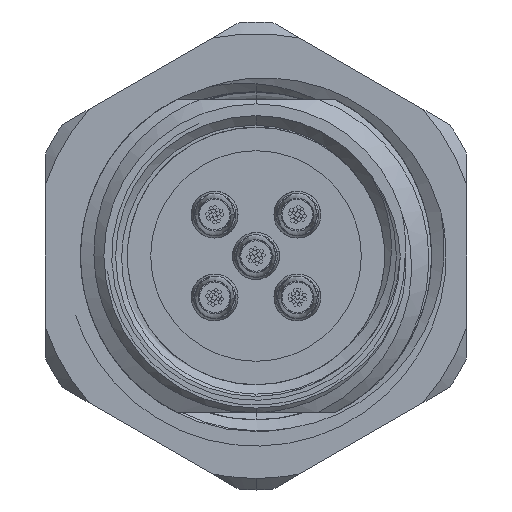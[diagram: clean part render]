
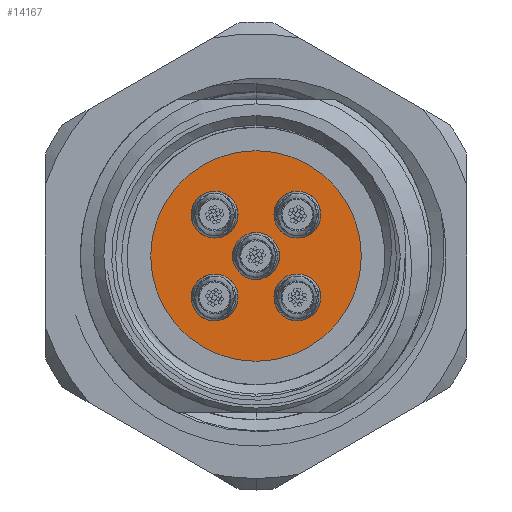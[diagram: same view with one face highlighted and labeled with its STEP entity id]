
A CAD part, left-side view. The second image highlights one B-rep face of the part: STEP entity #14167.
In plain terms, the highlighted face is planar.
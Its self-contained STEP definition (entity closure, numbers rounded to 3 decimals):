
#233 = DIRECTION ( 'NONE',  ( -1., 0., 0. ) ) ;
#392 = CARTESIAN_POINT ( 'NONE',  ( 9.5, 0., 0. ) ) ;
#805 = EDGE_CURVE ( 'NONE', #9820, #5331, #1011, .T. ) ;
#914 = DIRECTION ( 'NONE',  ( 0., 0., -1. ) ) ;
#1011 = CIRCLE ( 'NONE', #12258, 0.75 ) ;
#1090 = EDGE_LOOP ( 'NONE', ( #12587, #14070 ) ) ;
#1592 = DIRECTION ( 'NONE',  ( 0., 0., -1. ) ) ;
#1741 = DIRECTION ( 'NONE',  ( 0., 0., 1. ) ) ;
#1764 = DIRECTION ( 'NONE',  ( -1., 0., 0. ) ) ;
#1805 = AXIS2_PLACEMENT_3D ( 'NONE', #18424, #233, #9172 ) ;
#1851 = CIRCLE ( 'NONE', #4230, 0.75 ) ;
#2176 = CARTESIAN_POINT ( 'NONE',  ( 9.5, 0., 0. ) ) ;
#2565 = VERTEX_POINT ( 'NONE', #7210 ) ;
#3675 = CARTESIAN_POINT ( 'NONE',  ( 9.5, 1.768, 1.018 ) ) ;
#3680 = DIRECTION ( 'NONE',  ( 0., 0., -1. ) ) ;
#3833 = CARTESIAN_POINT ( 'NONE',  ( 9.5, 4.5, 0. ) ) ;
#3895 = EDGE_LOOP ( 'NONE', ( #28988, #24958 ) ) ;
#3906 = ORIENTED_EDGE ( 'NONE', *, *, #17914, .F. ) ;
#4050 = DIRECTION ( 'NONE',  ( 0., 0., -1. ) ) ;
#4099 = DIRECTION ( 'NONE',  ( -1., 0., 0. ) ) ;
#4202 = VERTEX_POINT ( 'NONE', #11403 ) ;
#4230 = AXIS2_PLACEMENT_3D ( 'NONE', #20918, #9784, #18724 ) ;
#5331 = VERTEX_POINT ( 'NONE', #7243 ) ;
#5336 = CARTESIAN_POINT ( 'NONE',  ( 9.5, -1.768, 1.768 ) ) ;
#5757 = FACE_BOUND ( 'NONE', #17117, .T. ) ;
#6019 = DIRECTION ( 'NONE',  ( 1., 0., 0. ) ) ;
#6134 = AXIS2_PLACEMENT_3D ( 'NONE', #8786, #6019, #13050 ) ;
#6230 = EDGE_CURVE ( 'NONE', #10084, #12948, #24204, .T. ) ;
#6247 = CARTESIAN_POINT ( 'NONE',  ( 9.5, 1.768, -1.768 ) ) ;
#6463 = AXIS2_PLACEMENT_3D ( 'NONE', #3833, #1764, #10155 ) ;
#6557 = DIRECTION ( 'NONE',  ( 1., 0., 0. ) ) ;
#7079 = CIRCLE ( 'NONE', #6134, 0.75 ) ;
#7210 = CARTESIAN_POINT ( 'NONE',  ( 9.5, 0., 0.75 ) ) ;
#7243 = CARTESIAN_POINT ( 'NONE',  ( 9.5, -1.768, -2.518 ) ) ;
#8083 = CARTESIAN_POINT ( 'NONE',  ( 9.5, 0., -0.75 ) ) ;
#8724 = ORIENTED_EDGE ( 'NONE', *, *, #14572, .F. ) ;
#8786 = CARTESIAN_POINT ( 'NONE',  ( 9.5, 1.768, -1.768 ) ) ;
#8942 = VERTEX_POINT ( 'NONE', #8083 ) ;
#9172 = DIRECTION ( 'NONE',  ( 0., 0., 1. ) ) ;
#9592 = ORIENTED_EDGE ( 'NONE', *, *, #13318, .F. ) ;
#9600 = CARTESIAN_POINT ( 'NONE',  ( 9.5, -1.768, -1.018 ) ) ;
#9784 = DIRECTION ( 'NONE',  ( 1., 0., 0. ) ) ;
#9820 = VERTEX_POINT ( 'NONE', #9600 ) ;
#9944 = VERTEX_POINT ( 'NONE', #19272 ) ;
#10084 = VERTEX_POINT ( 'NONE', #12458 ) ;
#10141 = CARTESIAN_POINT ( 'NONE',  ( 9.5, -1.768, 1.768 ) ) ;
#10155 = DIRECTION ( 'NONE',  ( 0., 0., 1. ) ) ;
#10439 = FACE_OUTER_BOUND ( 'NONE', #10445, .T. ) ;
#10445 = EDGE_LOOP ( 'NONE', ( #15726, #8724 ) ) ;
#11151 = EDGE_CURVE ( 'NONE', #2565, #8942, #15013, .T. ) ;
#11403 = CARTESIAN_POINT ( 'NONE',  ( 9.5, 0., 4.5 ) ) ;
#11442 = VERTEX_POINT ( 'NONE', #13453 ) ;
#12140 = CIRCLE ( 'NONE', #1805, 4.5 ) ;
#12258 = AXIS2_PLACEMENT_3D ( 'NONE', #24744, #26490, #15353 ) ;
#12342 = CARTESIAN_POINT ( 'NONE',  ( 9.5, 0., 0. ) ) ;
#12458 = CARTESIAN_POINT ( 'NONE',  ( 9.5, -1.768, 1.018 ) ) ;
#12469 = DIRECTION ( 'NONE',  ( 1., 0., 0. ) ) ;
#12497 = FACE_BOUND ( 'NONE', #21142, .T. ) ;
#12585 = VERTEX_POINT ( 'NONE', #25348 ) ;
#12587 = ORIENTED_EDGE ( 'NONE', *, *, #6230, .F. ) ;
#12634 = FACE_BOUND ( 'NONE', #1090, .T. ) ;
#12696 = EDGE_CURVE ( 'NONE', #5331, #9820, #1851, .T. ) ;
#12948 = VERTEX_POINT ( 'NONE', #17810 ) ;
#13050 = DIRECTION ( 'NONE',  ( 0., 0., -1. ) ) ;
#13318 = EDGE_CURVE ( 'NONE', #16521, #11442, #20169, .T. ) ;
#13410 = AXIS2_PLACEMENT_3D ( 'NONE', #14910, #17386, #15192 ) ;
#13453 = CARTESIAN_POINT ( 'NONE',  ( 9.5, 1.768, -2.518 ) ) ;
#13914 = AXIS2_PLACEMENT_3D ( 'NONE', #12342, #16885, #26402 ) ;
#14070 = ORIENTED_EDGE ( 'NONE', *, *, #19479, .F. ) ;
#14167 = ADVANCED_FACE ( 'NONE', ( #14710, #25856, #12634, #5757, #12497, #10439 ), #28330, .F. ) ;
#14572 = EDGE_CURVE ( 'NONE', #9944, #4202, #12140, .T. ) ;
#14587 = ORIENTED_EDGE ( 'NONE', *, *, #11151, .F. ) ;
#14710 = FACE_BOUND ( 'NONE', #21935, .T. ) ;
#14910 = CARTESIAN_POINT ( 'NONE',  ( 9.5, 1.768, 1.768 ) ) ;
#14980 = DIRECTION ( 'NONE',  ( 1., 0., 0. ) ) ;
#15013 = CIRCLE ( 'NONE', #18748, 0.75 ) ;
#15192 = DIRECTION ( 'NONE',  ( 0., 0., -1. ) ) ;
#15353 = DIRECTION ( 'NONE',  ( 0., 0., -1. ) ) ;
#15623 = EDGE_CURVE ( 'NONE', #12585, #17715, #19653, .T. ) ;
#15644 = CIRCLE ( 'NONE', #28751, 4.5 ) ;
#15726 = ORIENTED_EDGE ( 'NONE', *, *, #26931, .F. ) ;
#16273 = CIRCLE ( 'NONE', #13914, 0.75 ) ;
#16398 = AXIS2_PLACEMENT_3D ( 'NONE', #23906, #12469, #1592 ) ;
#16521 = VERTEX_POINT ( 'NONE', #16606 ) ;
#16606 = CARTESIAN_POINT ( 'NONE',  ( 9.5, 1.768, -1.018 ) ) ;
#16885 = DIRECTION ( 'NONE',  ( 1., 0., 0. ) ) ;
#17073 = ORIENTED_EDGE ( 'NONE', *, *, #12696, .F. ) ;
#17117 = EDGE_LOOP ( 'NONE', ( #17073, #25381 ) ) ;
#17386 = DIRECTION ( 'NONE',  ( 1., 0., 0. ) ) ;
#17715 = VERTEX_POINT ( 'NONE', #3675 ) ;
#17810 = CARTESIAN_POINT ( 'NONE',  ( 9.5, -1.768, 2.518 ) ) ;
#17914 = EDGE_CURVE ( 'NONE', #11442, #16521, #7079, .T. ) ;
#18424 = CARTESIAN_POINT ( 'NONE',  ( 9.5, 0., 0. ) ) ;
#18724 = DIRECTION ( 'NONE',  ( 0., 0., -1. ) ) ;
#18748 = AXIS2_PLACEMENT_3D ( 'NONE', #392, #6557, #24916 ) ;
#18773 = AXIS2_PLACEMENT_3D ( 'NONE', #6247, #24148, #4050 ) ;
#19272 = CARTESIAN_POINT ( 'NONE',  ( 9.5, 0., -4.5 ) ) ;
#19310 = CIRCLE ( 'NONE', #24959, 0.75 ) ;
#19479 = EDGE_CURVE ( 'NONE', #12948, #10084, #19310, .T. ) ;
#19653 = CIRCLE ( 'NONE', #16398, 0.75 ) ;
#20169 = CIRCLE ( 'NONE', #18773, 0.75 ) ;
#20918 = CARTESIAN_POINT ( 'NONE',  ( 9.5, -1.768, -1.768 ) ) ;
#21142 = EDGE_LOOP ( 'NONE', ( #3906, #9592 ) ) ;
#21935 = EDGE_LOOP ( 'NONE', ( #28790, #14587 ) ) ;
#22209 = EDGE_CURVE ( 'NONE', #17715, #12585, #25129, .T. ) ;
#23220 = DIRECTION ( 'NONE',  ( 1., 0., 0. ) ) ;
#23906 = CARTESIAN_POINT ( 'NONE',  ( 9.5, 1.768, 1.768 ) ) ;
#24148 = DIRECTION ( 'NONE',  ( 1., 0., 0. ) ) ;
#24204 = CIRCLE ( 'NONE', #26097, 0.75 ) ;
#24440 = EDGE_CURVE ( 'NONE', #8942, #2565, #16273, .T. ) ;
#24744 = CARTESIAN_POINT ( 'NONE',  ( 9.5, -1.768, -1.768 ) ) ;
#24916 = DIRECTION ( 'NONE',  ( 0., 0., -1. ) ) ;
#24958 = ORIENTED_EDGE ( 'NONE', *, *, #15623, .F. ) ;
#24959 = AXIS2_PLACEMENT_3D ( 'NONE', #5336, #23220, #914 ) ;
#25129 = CIRCLE ( 'NONE', #13410, 0.75 ) ;
#25348 = CARTESIAN_POINT ( 'NONE',  ( 9.5, 1.768, 2.518 ) ) ;
#25381 = ORIENTED_EDGE ( 'NONE', *, *, #805, .F. ) ;
#25856 = FACE_BOUND ( 'NONE', #3895, .T. ) ;
#26097 = AXIS2_PLACEMENT_3D ( 'NONE', #10141, #14980, #3680 ) ;
#26402 = DIRECTION ( 'NONE',  ( 0., 0., -1. ) ) ;
#26490 = DIRECTION ( 'NONE',  ( 1., 0., 0. ) ) ;
#26931 = EDGE_CURVE ( 'NONE', #4202, #9944, #15644, .T. ) ;
#28330 = PLANE ( 'NONE',  #6463 ) ;
#28751 = AXIS2_PLACEMENT_3D ( 'NONE', #2176, #4099, #1741 ) ;
#28790 = ORIENTED_EDGE ( 'NONE', *, *, #24440, .F. ) ;
#28988 = ORIENTED_EDGE ( 'NONE', *, *, #22209, .F. ) ;
